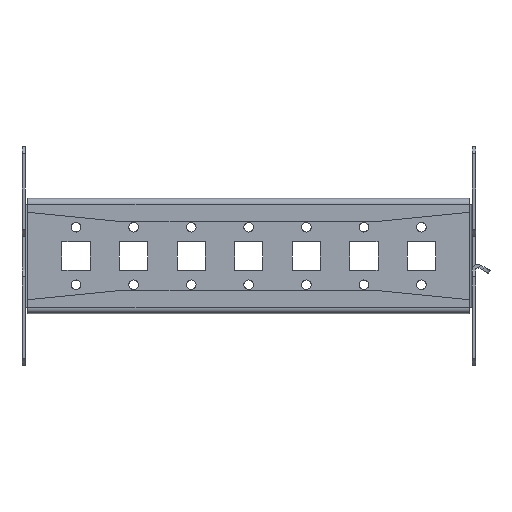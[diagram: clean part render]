
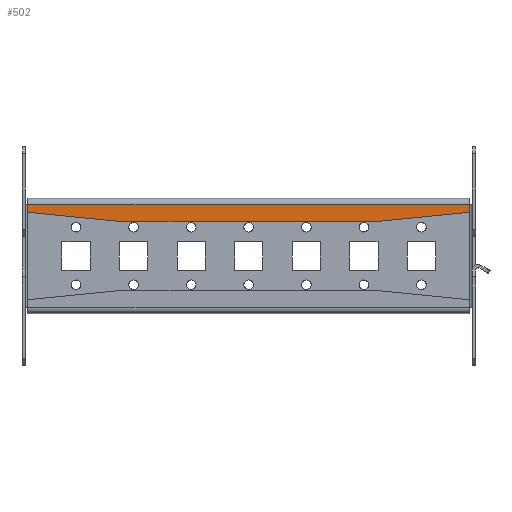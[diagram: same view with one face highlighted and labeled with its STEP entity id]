
A CAD part, front view. The second image highlights one B-rep face of the part: STEP entity #502.
In plain terms, the highlighted planar face has unit normal (0, -1, 0).
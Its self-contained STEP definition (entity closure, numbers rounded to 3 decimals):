
#49 = DIRECTION ( 'NONE',  ( 0., -1., 0. ) ) ;
#76 = CARTESIAN_POINT ( 'NONE',  ( -96., -34., 19. ) ) ;
#225 = LINE ( 'NONE', #4416, #3574 ) ;
#265 = EDGE_CURVE ( 'NONE', #6282, #4127, #3447, .T. ) ;
#410 = DIRECTION ( 'NONE',  ( -1., 0., 0. ) ) ;
#414 = CARTESIAN_POINT ( 'NONE',  ( 96., -34., 15. ) ) ;
#428 = CARTESIAN_POINT ( 'NONE',  ( 96., -34., 22.5 ) ) ;
#502 = ADVANCED_FACE ( 'NONE', ( #5045 ), #3821, .T. ) ;
#839 = ORIENTED_EDGE ( 'NONE', *, *, #5719, .T. ) ;
#985 = VECTOR ( 'NONE', #2623, 1000. ) ;
#1071 = CARTESIAN_POINT ( 'NONE',  ( 0., -34., 22.5 ) ) ;
#1114 = DIRECTION ( 'NONE',  ( 0., 0., -1. ) ) ;
#1260 = DIRECTION ( 'NONE',  ( 0., 0., 1. ) ) ;
#1865 = VERTEX_POINT ( 'NONE', #2150 ) ;
#1980 = LINE ( 'NONE', #414, #985 ) ;
#2150 = CARTESIAN_POINT ( 'NONE',  ( 96., -34., 19. ) ) ;
#2224 = EDGE_CURVE ( 'NONE', #6282, #6206, #4328, .T. ) ;
#2623 = DIRECTION ( 'NONE',  ( 0., 0., -1. ) ) ;
#2754 = AXIS2_PLACEMENT_3D ( 'NONE', #5529, #49, #1114 ) ;
#2767 = VECTOR ( 'NONE', #2801, 1000. ) ;
#2801 = DIRECTION ( 'NONE',  ( 0.995, 0., 0.1 ) ) ;
#2843 = EDGE_CURVE ( 'NONE', #4001, #1865, #1980, .T. ) ;
#3166 = ORIENTED_EDGE ( 'NONE', *, *, #2224, .T. ) ;
#3282 = DIRECTION ( 'NONE',  ( -1., 0., 0. ) ) ;
#3397 = VERTEX_POINT ( 'NONE', #6908 ) ;
#3447 = LINE ( 'NONE', #3996, #7094 ) ;
#3574 = VECTOR ( 'NONE', #410, 1000. ) ;
#3778 = ORIENTED_EDGE ( 'NONE', *, *, #6252, .T. ) ;
#3821 = PLANE ( 'NONE',  #2754 ) ;
#3829 = EDGE_LOOP ( 'NONE', ( #4263, #3778, #6656, #839, #4105, #3166 ) ) ;
#3880 = LINE ( 'NONE', #1071, #6743 ) ;
#3996 = CARTESIAN_POINT ( 'NONE',  ( -96., -34., 15. ) ) ;
#4001 = VERTEX_POINT ( 'NONE', #428 ) ;
#4105 = ORIENTED_EDGE ( 'NONE', *, *, #265, .F. ) ;
#4127 = VERTEX_POINT ( 'NONE', #6717 ) ;
#4215 = DIRECTION ( 'NONE',  ( 0.995, 0., -0.1 ) ) ;
#4263 = ORIENTED_EDGE ( 'NONE', *, *, #7029, .F. ) ;
#4328 = LINE ( 'NONE', #4768, #5777 ) ;
#4416 = CARTESIAN_POINT ( 'NONE',  ( -96., -34., 15. ) ) ;
#4768 = CARTESIAN_POINT ( 'NONE',  ( 0.931, -34., 9.307 ) ) ;
#5033 = CARTESIAN_POINT ( 'NONE',  ( -56., -34., 15. ) ) ;
#5045 = FACE_OUTER_BOUND ( 'NONE', #3829, .T. ) ;
#5529 = CARTESIAN_POINT ( 'NONE',  ( 0., -34., 0. ) ) ;
#5719 = EDGE_CURVE ( 'NONE', #4001, #4127, #3880, .T. ) ;
#5777 = VECTOR ( 'NONE', #4215, 1000. ) ;
#6106 = CARTESIAN_POINT ( 'NONE',  ( -0.931, -34., 9.307 ) ) ;
#6206 = VERTEX_POINT ( 'NONE', #5033 ) ;
#6252 = EDGE_CURVE ( 'NONE', #3397, #1865, #6903, .T. ) ;
#6282 = VERTEX_POINT ( 'NONE', #76 ) ;
#6656 = ORIENTED_EDGE ( 'NONE', *, *, #2843, .F. ) ;
#6717 = CARTESIAN_POINT ( 'NONE',  ( -96., -34., 22.5 ) ) ;
#6743 = VECTOR ( 'NONE', #3282, 1000. ) ;
#6903 = LINE ( 'NONE', #6106, #2767 ) ;
#6908 = CARTESIAN_POINT ( 'NONE',  ( 56., -34., 15. ) ) ;
#7029 = EDGE_CURVE ( 'NONE', #3397, #6206, #225, .T. ) ;
#7094 = VECTOR ( 'NONE', #1260, 1000. ) ;
